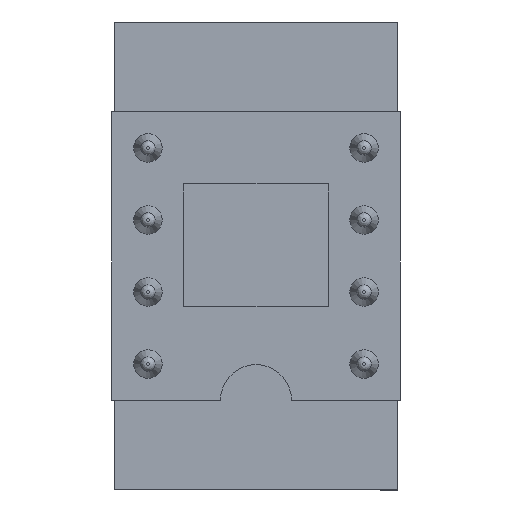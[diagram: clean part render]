
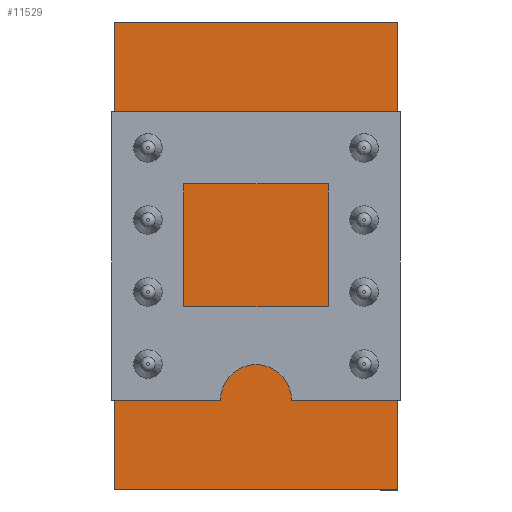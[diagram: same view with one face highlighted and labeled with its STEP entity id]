
A CAD part, front view. The second image highlights one B-rep face of the part: STEP entity #11529.
In plain terms, the highlighted planar face has unit normal (0, -1, 0).
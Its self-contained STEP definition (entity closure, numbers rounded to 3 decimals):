
#706=CIRCLE('',#12809,0.25);
#708=CIRCLE('',#12812,0.25);
#710=CIRCLE('',#12815,0.25);
#712=CIRCLE('',#12818,0.25);
#714=CIRCLE('',#12821,0.25);
#716=CIRCLE('',#12824,0.25);
#718=CIRCLE('',#12827,0.25);
#720=CIRCLE('',#12830,0.25);
#971=FACE_BOUND('',#2801,.T.);
#972=FACE_BOUND('',#2802,.T.);
#973=FACE_BOUND('',#2803,.T.);
#974=FACE_BOUND('',#2804,.T.);
#975=FACE_BOUND('',#2805,.T.);
#976=FACE_BOUND('',#2806,.T.);
#977=FACE_BOUND('',#2807,.T.);
#978=FACE_BOUND('',#2808,.T.);
#2017=FACE_OUTER_BOUND('',#2800,.T.);
#2800=EDGE_LOOP('',(#9803,#9804,#9805,#9806));
#2801=EDGE_LOOP('',(#9807));
#2802=EDGE_LOOP('',(#9808));
#2803=EDGE_LOOP('',(#9809));
#2804=EDGE_LOOP('',(#9810));
#2805=EDGE_LOOP('',(#9811));
#2806=EDGE_LOOP('',(#9812));
#2807=EDGE_LOOP('',(#9813));
#2808=EDGE_LOOP('',(#9814));
#3761=LINE('',#20399,#4669);
#3765=LINE('',#20407,#4673);
#3768=LINE('',#20413,#4676);
#3771=LINE('',#20418,#4679);
#4669=VECTOR('',#15899,10.);
#4673=VECTOR('',#15905,10.);
#4676=VECTOR('',#15910,10.);
#4679=VECTOR('',#15915,10.);
#5558=VERTEX_POINT('',#20349);
#5560=VERTEX_POINT('',#20355);
#5562=VERTEX_POINT('',#20361);
#5564=VERTEX_POINT('',#20367);
#5566=VERTEX_POINT('',#20373);
#5568=VERTEX_POINT('',#20379);
#5570=VERTEX_POINT('',#20385);
#5572=VERTEX_POINT('',#20391);
#5574=VERTEX_POINT('',#20397);
#5575=VERTEX_POINT('',#20398);
#5578=VERTEX_POINT('',#20406);
#5580=VERTEX_POINT('',#20412);
#7007=EDGE_CURVE('',#5558,#5558,#706,.T.);
#7010=EDGE_CURVE('',#5560,#5560,#708,.T.);
#7013=EDGE_CURVE('',#5562,#5562,#710,.T.);
#7016=EDGE_CURVE('',#5564,#5564,#712,.T.);
#7019=EDGE_CURVE('',#5566,#5566,#714,.T.);
#7022=EDGE_CURVE('',#5568,#5568,#716,.T.);
#7025=EDGE_CURVE('',#5570,#5570,#718,.T.);
#7028=EDGE_CURVE('',#5572,#5572,#720,.T.);
#7031=EDGE_CURVE('',#5574,#5575,#3761,.T.);
#7035=EDGE_CURVE('',#5575,#5578,#3765,.T.);
#7038=EDGE_CURVE('',#5578,#5580,#3768,.T.);
#7041=EDGE_CURVE('',#5580,#5574,#3771,.T.);
#9803=ORIENTED_EDGE('',*,*,#7041,.T.);
#9804=ORIENTED_EDGE('',*,*,#7031,.T.);
#9805=ORIENTED_EDGE('',*,*,#7035,.T.);
#9806=ORIENTED_EDGE('',*,*,#7038,.T.);
#9807=ORIENTED_EDGE('',*,*,#7007,.T.);
#9808=ORIENTED_EDGE('',*,*,#7010,.T.);
#9809=ORIENTED_EDGE('',*,*,#7013,.T.);
#9810=ORIENTED_EDGE('',*,*,#7016,.T.);
#9811=ORIENTED_EDGE('',*,*,#7019,.T.);
#9812=ORIENTED_EDGE('',*,*,#7022,.T.);
#9813=ORIENTED_EDGE('',*,*,#7025,.T.);
#9814=ORIENTED_EDGE('',*,*,#7028,.T.);
#10868=PLANE('',#12837);
#11529=ADVANCED_FACE('',(#2017,#971,#972,#973,#974,#975,#976,#977,#978),
#10868,.F.);
#12809=AXIS2_PLACEMENT_3D('',#20350,#15843,#15844);
#12812=AXIS2_PLACEMENT_3D('',#20356,#15850,#15851);
#12815=AXIS2_PLACEMENT_3D('',#20362,#15857,#15858);
#12818=AXIS2_PLACEMENT_3D('',#20368,#15864,#15865);
#12821=AXIS2_PLACEMENT_3D('',#20374,#15871,#15872);
#12824=AXIS2_PLACEMENT_3D('',#20380,#15878,#15879);
#12827=AXIS2_PLACEMENT_3D('',#20386,#15885,#15886);
#12830=AXIS2_PLACEMENT_3D('',#20392,#15892,#15893);
#12837=AXIS2_PLACEMENT_3D('',#20421,#15919,#15920);
#15843=DIRECTION('center_axis',(0.,1.,0.));
#15844=DIRECTION('ref_axis',(1.,0.,0.));
#15850=DIRECTION('center_axis',(0.,1.,0.));
#15851=DIRECTION('ref_axis',(1.,0.,0.));
#15857=DIRECTION('center_axis',(0.,1.,0.));
#15858=DIRECTION('ref_axis',(1.,0.,0.));
#15864=DIRECTION('center_axis',(0.,1.,0.));
#15865=DIRECTION('ref_axis',(1.,0.,0.));
#15871=DIRECTION('center_axis',(0.,1.,0.));
#15872=DIRECTION('ref_axis',(-1.,0.,0.));
#15878=DIRECTION('center_axis',(0.,1.,0.));
#15879=DIRECTION('ref_axis',(-1.,0.,0.));
#15885=DIRECTION('center_axis',(0.,1.,0.));
#15886=DIRECTION('ref_axis',(-1.,0.,0.));
#15892=DIRECTION('center_axis',(0.,1.,0.));
#15893=DIRECTION('ref_axis',(-1.,0.,0.));
#15899=DIRECTION('',(0.,0.,-1.));
#15905=DIRECTION('',(1.,0.,0.));
#15910=DIRECTION('',(0.,0.,1.));
#15915=DIRECTION('',(-1.,0.,0.));
#15919=DIRECTION('center_axis',(0.,1.,0.));
#15920=DIRECTION('ref_axis',(-1.,0.,0.));
#20349=CARTESIAN_POINT('',(7.37,3.834,7.62));
#20350=CARTESIAN_POINT('Origin',(7.62,3.834,7.62));
#20355=CARTESIAN_POINT('',(7.37,3.834,5.08));
#20356=CARTESIAN_POINT('Origin',(7.62,3.834,5.08));
#20361=CARTESIAN_POINT('',(7.37,3.834,2.54));
#20362=CARTESIAN_POINT('Origin',(7.62,3.834,2.54));
#20367=CARTESIAN_POINT('',(7.37,3.834,0.));
#20368=CARTESIAN_POINT('Origin',(7.62,3.834,0.));
#20373=CARTESIAN_POINT('',(0.25,3.834,0.));
#20374=CARTESIAN_POINT('Origin',(0.,3.834,0.));
#20379=CARTESIAN_POINT('',(0.25,3.834,2.54));
#20380=CARTESIAN_POINT('Origin',(0.,3.834,2.54));
#20385=CARTESIAN_POINT('',(0.25,3.834,5.08));
#20386=CARTESIAN_POINT('Origin',(0.,3.834,5.08));
#20391=CARTESIAN_POINT('',(0.25,3.834,7.62));
#20392=CARTESIAN_POINT('Origin',(0.,3.834,7.62));
#20397=CARTESIAN_POINT('',(-1.19,3.834,12.06));
#20398=CARTESIAN_POINT('',(-1.19,3.834,-4.44));
#20399=CARTESIAN_POINT('',(-1.19,3.834,12.06));
#20406=CARTESIAN_POINT('',(8.81,3.834,-4.44));
#20407=CARTESIAN_POINT('',(-1.19,3.834,-4.44));
#20412=CARTESIAN_POINT('',(8.81,3.834,12.06));
#20413=CARTESIAN_POINT('',(8.81,3.834,-4.44));
#20418=CARTESIAN_POINT('',(8.81,3.834,12.06));
#20421=CARTESIAN_POINT('Origin',(3.81,3.834,3.81));
